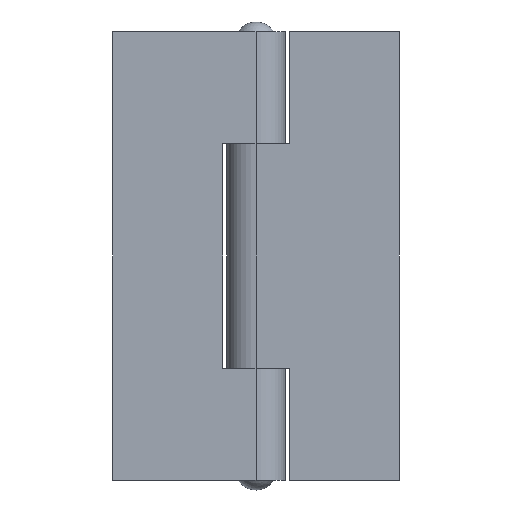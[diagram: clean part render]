
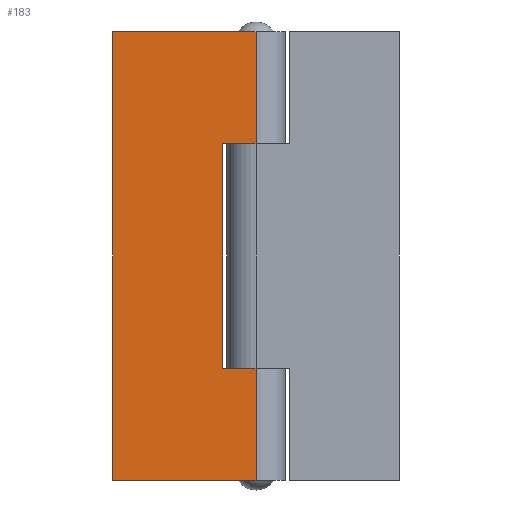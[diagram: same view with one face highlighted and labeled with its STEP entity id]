
A CAD part, front view. The second image highlights one B-rep face of the part: STEP entity #183.
In plain terms, the highlighted planar face has unit normal (0, -1, 0).
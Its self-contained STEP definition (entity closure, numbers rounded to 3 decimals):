
#98 = VERTEX_POINT ( 'NONE', #532 ) ;
#100 = EDGE_CURVE ( 'NONE', #98, #101, #531, .T. ) ;
#101 = VERTEX_POINT ( 'NONE', #526 ) ;
#122 = EDGE_CURVE ( 'NONE', #169, #232, #605, .T. ) ;
#169 = VERTEX_POINT ( 'NONE', #711 ) ;
#183 = ADVANCED_FACE ( 'NONE', ( #692 ), #691, .F. ) ;
#184 = EDGE_LOOP ( 'NONE', ( #185, #189, #191, #192, #193, #194, #216, #217 ) ) ;
#185 = ORIENTED_EDGE ( 'NONE', *, *, #186, .T. ) ;
#186 = EDGE_CURVE ( 'NONE', #187, #188, #686, .T. ) ;
#187 = VERTEX_POINT ( 'NONE', #682 ) ;
#188 = VERTEX_POINT ( 'NONE', #746 ) ;
#189 = ORIENTED_EDGE ( 'NONE', *, *, #190, .T. ) ;
#190 = EDGE_CURVE ( 'NONE', #188, #101, #745, .T. ) ;
#191 = ORIENTED_EDGE ( 'NONE', *, *, #100, .F. ) ;
#192 = ORIENTED_EDGE ( 'NONE', *, *, #275, .F. ) ;
#193 = ORIENTED_EDGE ( 'NONE', *, *, #122, .T. ) ;
#194 = ORIENTED_EDGE ( 'NONE', *, *, #231, .T. ) ;
#196 = EDGE_CURVE ( 'NONE', #215, #283, #741, .T. ) ;
#215 = VERTEX_POINT ( 'NONE', #772 ) ;
#216 = ORIENTED_EDGE ( 'NONE', *, *, #196, .F. ) ;
#217 = ORIENTED_EDGE ( 'NONE', *, *, #218, .T. ) ;
#218 = EDGE_CURVE ( 'NONE', #215, #187, #771, .T. ) ;
#231 = EDGE_CURVE ( 'NONE', #232, #283, #809, .T. ) ;
#232 = VERTEX_POINT ( 'NONE', #805 ) ;
#275 = EDGE_CURVE ( 'NONE', #169, #98, #860, .T. ) ;
#283 = VERTEX_POINT ( 'NONE', #844 ) ;
#526 = CARTESIAN_POINT ( 'NONE',  ( 0., -3.25, 12.5 ) ) ;
#528 = DIRECTION ( 'NONE',  ( 0., 0., -1. ) ) ;
#529 = VECTOR ( 'NONE', #528, 1000. ) ;
#530 = CARTESIAN_POINT ( 'NONE',  ( 0., -3.25, 25. ) ) ;
#531 = LINE ( 'NONE', #530, #529 ) ;
#532 = CARTESIAN_POINT ( 'NONE',  ( 0., -3.25, 25. ) ) ;
#602 = DIRECTION ( 'NONE',  ( 0., 0., -1. ) ) ;
#603 = VECTOR ( 'NONE', #602, 1000. ) ;
#604 = CARTESIAN_POINT ( 'NONE',  ( -16., -3.25, 25. ) ) ;
#605 = LINE ( 'NONE', #604, #603 ) ;
#682 = CARTESIAN_POINT ( 'NONE',  ( -3.7, -3.25, -12.5 ) ) ;
#683 = DIRECTION ( 'NONE',  ( 0., 0., 1. ) ) ;
#684 = VECTOR ( 'NONE', #683, 1000. ) ;
#685 = CARTESIAN_POINT ( 'NONE',  ( -3.7, -3.25, 25. ) ) ;
#686 = LINE ( 'NONE', #685, #684 ) ;
#687 = DIRECTION ( 'NONE',  ( -1., 0., 0. ) ) ;
#688 = DIRECTION ( 'NONE',  ( 0., 1., 0. ) ) ;
#689 = CARTESIAN_POINT ( 'NONE',  ( 0., -3.25, 25. ) ) ;
#690 = AXIS2_PLACEMENT_3D ( 'NONE', #689, #688, #687 ) ;
#691 = PLANE ( 'NONE',  #690 ) ;
#692 = FACE_OUTER_BOUND ( 'NONE', #184, .T. ) ;
#711 = CARTESIAN_POINT ( 'NONE',  ( -16., -3.25, 25. ) ) ;
#738 = DIRECTION ( 'NONE',  ( 0., 0., -1. ) ) ;
#739 = VECTOR ( 'NONE', #738, 1000. ) ;
#740 = CARTESIAN_POINT ( 'NONE',  ( 0., -3.25, 25. ) ) ;
#741 = LINE ( 'NONE', #740, #739 ) ;
#742 = DIRECTION ( 'NONE',  ( 1., 0., 0. ) ) ;
#743 = VECTOR ( 'NONE', #742, 1000. ) ;
#744 = CARTESIAN_POINT ( 'NONE',  ( 0., -3.25, 12.5 ) ) ;
#745 = LINE ( 'NONE', #744, #743 ) ;
#746 = CARTESIAN_POINT ( 'NONE',  ( -3.7, -3.25, 12.5 ) ) ;
#768 = DIRECTION ( 'NONE',  ( -1., 0., 0. ) ) ;
#769 = VECTOR ( 'NONE', #768, 1000. ) ;
#770 = CARTESIAN_POINT ( 'NONE',  ( 0., -3.25, -12.5 ) ) ;
#771 = LINE ( 'NONE', #770, #769 ) ;
#772 = CARTESIAN_POINT ( 'NONE',  ( 0., -3.25, -12.5 ) ) ;
#805 = CARTESIAN_POINT ( 'NONE',  ( -16., -3.25, -25. ) ) ;
#806 = DIRECTION ( 'NONE',  ( 1., 0., 0. ) ) ;
#807 = VECTOR ( 'NONE', #806, 1000. ) ;
#808 = CARTESIAN_POINT ( 'NONE',  ( 0., -3.25, -25. ) ) ;
#809 = LINE ( 'NONE', #808, #807 ) ;
#844 = CARTESIAN_POINT ( 'NONE',  ( 0., -3.25, -25. ) ) ;
#857 = DIRECTION ( 'NONE',  ( 1., 0., 0. ) ) ;
#858 = VECTOR ( 'NONE', #857, 1000. ) ;
#859 = CARTESIAN_POINT ( 'NONE',  ( 0., -3.25, 25. ) ) ;
#860 = LINE ( 'NONE', #859, #858 ) ;
